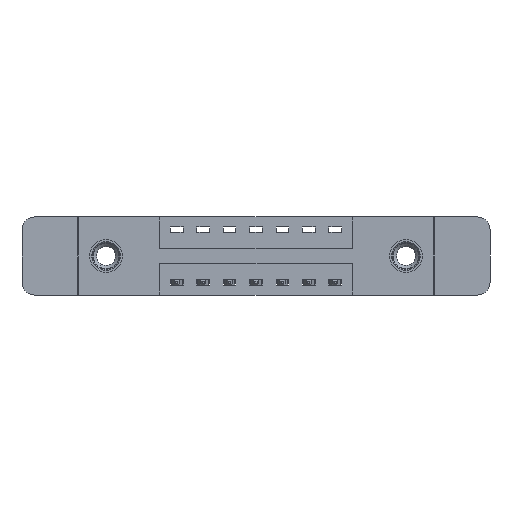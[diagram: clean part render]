
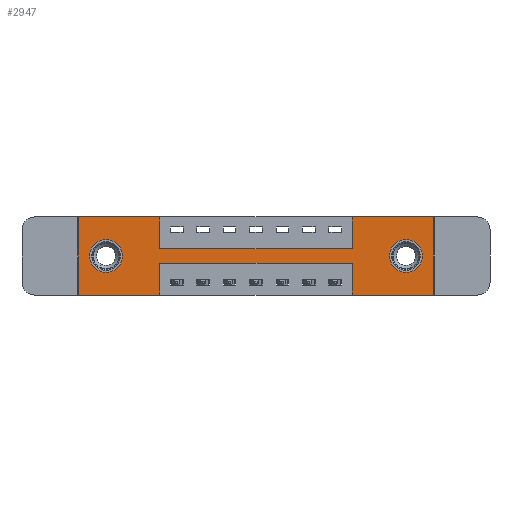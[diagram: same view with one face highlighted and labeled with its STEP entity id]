
A CAD part, front view. The second image highlights one B-rep face of the part: STEP entity #2947.
In plain terms, the highlighted planar face has unit normal (0, -1, 0).
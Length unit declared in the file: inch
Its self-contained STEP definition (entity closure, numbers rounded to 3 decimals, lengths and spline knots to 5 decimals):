
#83 = DIRECTION ( 'NONE',  ( 0., -1., 0. ) ) ;
#86 = VERTEX_POINT ( 'NONE', #10922 ) ;
#251 = CARTESIAN_POINT ( 'NONE',  ( 0.3875, 0., -0.37 ) ) ;
#310 = CARTESIAN_POINT ( 'NONE',  ( 0.3875, 0., -0.15 ) ) ;
#327 = VERTEX_POINT ( 'NONE', #12470 ) ;
#351 = ORIENTED_EDGE ( 'NONE', *, *, #12289, .T. ) ;
#389 = DIRECTION ( 'NONE',  ( 1., 0., 0. ) ) ;
#462 = LINE ( 'NONE', #9367, #11759 ) ;
#681 = EDGE_LOOP ( 'NONE', ( #10397, #351 ) ) ;
#940 = VERTEX_POINT ( 'NONE', #4043 ) ;
#1019 = CARTESIAN_POINT ( 'NONE',  ( 0.3875, 0., -0.15 ) ) ;
#1085 = VECTOR ( 'NONE', #10773, 39.37008 ) ;
#1219 = CARTESIAN_POINT ( 'NONE',  ( 1.5525, 0., -0.263 ) ) ;
#1352 = EDGE_LOOP ( 'NONE', ( #5069, #9091 ) ) ;
#1528 = VECTOR ( 'NONE', #13116, 39.37008 ) ;
#1529 = VERTEX_POINT ( 'NONE', #6601 ) ;
#1632 = CARTESIAN_POINT ( 'NONE',  ( 1.2975, 0., 0. ) ) ;
#1839 = DIRECTION ( 'NONE',  ( 0., 1., 0. ) ) ;
#2085 = LINE ( 'NONE', #2151, #3652 ) ;
#2151 = CARTESIAN_POINT ( 'NONE',  ( 1.685, 0., 0. ) ) ;
#2195 = ORIENTED_EDGE ( 'NONE', *, *, #13774, .F. ) ;
#2255 = DIRECTION ( 'NONE',  ( 1., 0., 0. ) ) ;
#2307 = VECTOR ( 'NONE', #5151, 39.37008 ) ;
#2376 = FACE_BOUND ( 'NONE', #681, .T. ) ;
#2446 = AXIS2_PLACEMENT_3D ( 'NONE', #5709, #12334, #6536 ) ;
#2511 = VERTEX_POINT ( 'NONE', #251 ) ;
#2594 = EDGE_CURVE ( 'NONE', #327, #8199, #8237, .T. ) ;
#2695 = EDGE_CURVE ( 'NONE', #8202, #5569, #11687, .T. ) ;
#2745 = ORIENTED_EDGE ( 'NONE', *, *, #14460, .F. ) ;
#2811 = CARTESIAN_POINT ( 'NONE',  ( 0., 0., -0.37 ) ) ;
#2870 = VECTOR ( 'NONE', #3874, 39.37008 ) ;
#2947 = ADVANCED_FACE ( 'NONE', ( #2376, #6899, #8073 ), #9053, .T. ) ;
#3228 = CARTESIAN_POINT ( 'NONE',  ( 0., 0., 0. ) ) ;
#3344 = ORIENTED_EDGE ( 'NONE', *, *, #8024, .F. ) ;
#3626 = DIRECTION ( 'NONE',  ( 0., 0., 1. ) ) ;
#3652 = VECTOR ( 'NONE', #7722, 39.37008 ) ;
#3682 = CARTESIAN_POINT ( 'NONE',  ( 1.685, 0., -0.37 ) ) ;
#3728 = DIRECTION ( 'NONE',  ( 0., 0., -1. ) ) ;
#3824 = ORIENTED_EDGE ( 'NONE', *, *, #7840, .F. ) ;
#3874 = DIRECTION ( 'NONE',  ( 0., 0., 1. ) ) ;
#3907 = AXIS2_PLACEMENT_3D ( 'NONE', #10492, #4841, #10640 ) ;
#3956 = CARTESIAN_POINT ( 'NONE',  ( 0., 0., -0.37 ) ) ;
#3983 = DIRECTION ( 'NONE',  ( 1., 0., 0. ) ) ;
#4043 = CARTESIAN_POINT ( 'NONE',  ( 1.2975, 0., -0.15 ) ) ;
#4474 = EDGE_CURVE ( 'NONE', #13279, #7673, #5263, .T. ) ;
#4602 = CARTESIAN_POINT ( 'NONE',  ( 0.3875, 0., -0.22 ) ) ;
#4841 = DIRECTION ( 'NONE',  ( 0., 1., 0. ) ) ;
#4844 = CARTESIAN_POINT ( 'NONE',  ( 1.2975, 0., -0.37 ) ) ;
#5069 = ORIENTED_EDGE ( 'NONE', *, *, #13202, .T. ) ;
#5151 = DIRECTION ( 'NONE',  ( -1., 0., 0. ) ) ;
#5157 = ORIENTED_EDGE ( 'NONE', *, *, #5901, .F. ) ;
#5222 = LINE ( 'NONE', #8720, #1528 ) ;
#5241 = DIRECTION ( 'NONE',  ( 0., 0., 1. ) ) ;
#5263 = CIRCLE ( 'NONE', #14530, 0.078 ) ;
#5326 = AXIS2_PLACEMENT_3D ( 'NONE', #11755, #9371, #7216 ) ;
#5517 = DIRECTION ( 'NONE',  ( -1., 0., 0. ) ) ;
#5569 = VERTEX_POINT ( 'NONE', #14251 ) ;
#5622 = ORIENTED_EDGE ( 'NONE', *, *, #7909, .F. ) ;
#5709 = CARTESIAN_POINT ( 'NONE',  ( 1.5525, 0., -0.185 ) ) ;
#5799 = LINE ( 'NONE', #310, #13379 ) ;
#5901 = EDGE_CURVE ( 'NONE', #8199, #8961, #6268, .T. ) ;
#6260 = VERTEX_POINT ( 'NONE', #10194 ) ;
#6268 = LINE ( 'NONE', #11057, #2307 ) ;
#6326 = EDGE_CURVE ( 'NONE', #12902, #327, #13617, .T. ) ;
#6507 = CIRCLE ( 'NONE', #5326, 0.078 ) ;
#6536 = DIRECTION ( 'NONE',  ( 0., 0., -1. ) ) ;
#6601 = CARTESIAN_POINT ( 'NONE',  ( 1.5525, 0., -0.107 ) ) ;
#6625 = LINE ( 'NONE', #3228, #7452 ) ;
#6701 = ORIENTED_EDGE ( 'NONE', *, *, #9939, .F. ) ;
#6899 = FACE_BOUND ( 'NONE', #1352, .T. ) ;
#6914 = CARTESIAN_POINT ( 'NONE',  ( 0., 0., -0.37 ) ) ;
#7059 = ORIENTED_EDGE ( 'NONE', *, *, #8560, .F. ) ;
#7216 = DIRECTION ( 'NONE',  ( 0., 0., 1. ) ) ;
#7452 = VECTOR ( 'NONE', #2255, 39.37008 ) ;
#7673 = VERTEX_POINT ( 'NONE', #7714 ) ;
#7714 = CARTESIAN_POINT ( 'NONE',  ( 0.1325, 0., -0.107 ) ) ;
#7722 = DIRECTION ( 'NONE',  ( 0., 0., -1. ) ) ;
#7762 = ORIENTED_EDGE ( 'NONE', *, *, #2695, .F. ) ;
#7840 = EDGE_CURVE ( 'NONE', #940, #8677, #8403, .T. ) ;
#7909 = EDGE_CURVE ( 'NONE', #6260, #11580, #5222, .T. ) ;
#7935 = DIRECTION ( 'NONE',  ( 0., 0., -1. ) ) ;
#8024 = EDGE_CURVE ( 'NONE', #8677, #86, #6625, .T. ) ;
#8073 = FACE_OUTER_BOUND ( 'NONE', #10374, .T. ) ;
#8199 = VERTEX_POINT ( 'NONE', #11832 ) ;
#8202 = VERTEX_POINT ( 'NONE', #3956 ) ;
#8237 = LINE ( 'NONE', #4844, #9277 ) ;
#8403 = LINE ( 'NONE', #13741, #9896 ) ;
#8560 = EDGE_CURVE ( 'NONE', #11580, #940, #5799, .T. ) ;
#8677 = VERTEX_POINT ( 'NONE', #1632 ) ;
#8720 = CARTESIAN_POINT ( 'NONE',  ( 0.3875, 0., 0. ) ) ;
#8961 = VERTEX_POINT ( 'NONE', #4602 ) ;
#9018 = ORIENTED_EDGE ( 'NONE', *, *, #2594, .F. ) ;
#9053 = PLANE ( 'NONE',  #10486 ) ;
#9091 = ORIENTED_EDGE ( 'NONE', *, *, #4474, .T. ) ;
#9093 = CIRCLE ( 'NONE', #2446, 0.078 ) ;
#9277 = VECTOR ( 'NONE', #10800, 39.37008 ) ;
#9367 = CARTESIAN_POINT ( 'NONE',  ( 0.3875, 0., -0.37 ) ) ;
#9371 = DIRECTION ( 'NONE',  ( 0., 1., 0. ) ) ;
#9821 = VECTOR ( 'NONE', #3983, 39.37008 ) ;
#9833 = CIRCLE ( 'NONE', #3907, 0.078 ) ;
#9896 = VECTOR ( 'NONE', #3626, 39.37008 ) ;
#9926 = VECTOR ( 'NONE', #5517, 39.37008 ) ;
#9939 = EDGE_CURVE ( 'NONE', #86, #12902, #2085, .T. ) ;
#10194 = CARTESIAN_POINT ( 'NONE',  ( 0.3875, 0., 0. ) ) ;
#10374 = EDGE_LOOP ( 'NONE', ( #2745, #5157, #9018, #13667, #6701, #3344, #3824, #7059, #5622, #10986, #7762, #2195 ) ) ;
#10397 = ORIENTED_EDGE ( 'NONE', *, *, #13265, .T. ) ;
#10486 = AXIS2_PLACEMENT_3D ( 'NONE', #13602, #83, #7935 ) ;
#10492 = CARTESIAN_POINT ( 'NONE',  ( 1.5525, 0., -0.185 ) ) ;
#10576 = CARTESIAN_POINT ( 'NONE',  ( 0., 0., 0. ) ) ;
#10640 = DIRECTION ( 'NONE',  ( 0., 0., -1. ) ) ;
#10748 = LINE ( 'NONE', #12766, #9821 ) ;
#10773 = DIRECTION ( 'NONE',  ( -1., 0., 0. ) ) ;
#10800 = DIRECTION ( 'NONE',  ( 0., 0., 1. ) ) ;
#10922 = CARTESIAN_POINT ( 'NONE',  ( 1.685, 0., 0. ) ) ;
#10986 = ORIENTED_EDGE ( 'NONE', *, *, #11225, .F. ) ;
#11057 = CARTESIAN_POINT ( 'NONE',  ( 0.3875, 0., -0.22 ) ) ;
#11225 = EDGE_CURVE ( 'NONE', #5569, #6260, #10748, .T. ) ;
#11580 = VERTEX_POINT ( 'NONE', #1019 ) ;
#11687 = LINE ( 'NONE', #10576, #2870 ) ;
#11755 = CARTESIAN_POINT ( 'NONE',  ( 0.1325, 0., -0.185 ) ) ;
#11759 = VECTOR ( 'NONE', #3728, 39.37008 ) ;
#11824 = CARTESIAN_POINT ( 'NONE',  ( 0.1325, 0., -0.263 ) ) ;
#11832 = CARTESIAN_POINT ( 'NONE',  ( 1.2975, 0., -0.22 ) ) ;
#11980 = VERTEX_POINT ( 'NONE', #1219 ) ;
#12032 = LINE ( 'NONE', #2811, #1085 ) ;
#12289 = EDGE_CURVE ( 'NONE', #11980, #1529, #9093, .T. ) ;
#12334 = DIRECTION ( 'NONE',  ( 0., 1., 0. ) ) ;
#12470 = CARTESIAN_POINT ( 'NONE',  ( 1.2975, 0., -0.37 ) ) ;
#12766 = CARTESIAN_POINT ( 'NONE',  ( 0., 0., 0. ) ) ;
#12902 = VERTEX_POINT ( 'NONE', #3682 ) ;
#13116 = DIRECTION ( 'NONE',  ( 0., 0., -1. ) ) ;
#13202 = EDGE_CURVE ( 'NONE', #7673, #13279, #6507, .T. ) ;
#13265 = EDGE_CURVE ( 'NONE', #1529, #11980, #9833, .T. ) ;
#13278 = CARTESIAN_POINT ( 'NONE',  ( 0.1325, 0., -0.185 ) ) ;
#13279 = VERTEX_POINT ( 'NONE', #11824 ) ;
#13379 = VECTOR ( 'NONE', #389, 39.37008 ) ;
#13602 = CARTESIAN_POINT ( 'NONE',  ( 0., 0., -0.37 ) ) ;
#13617 = LINE ( 'NONE', #6914, #9926 ) ;
#13667 = ORIENTED_EDGE ( 'NONE', *, *, #6326, .F. ) ;
#13741 = CARTESIAN_POINT ( 'NONE',  ( 1.2975, 0., 0. ) ) ;
#13774 = EDGE_CURVE ( 'NONE', #2511, #8202, #12032, .T. ) ;
#14251 = CARTESIAN_POINT ( 'NONE',  ( 0., 0., 0. ) ) ;
#14460 = EDGE_CURVE ( 'NONE', #8961, #2511, #462, .T. ) ;
#14530 = AXIS2_PLACEMENT_3D ( 'NONE', #13278, #1839, #5241 ) ;
